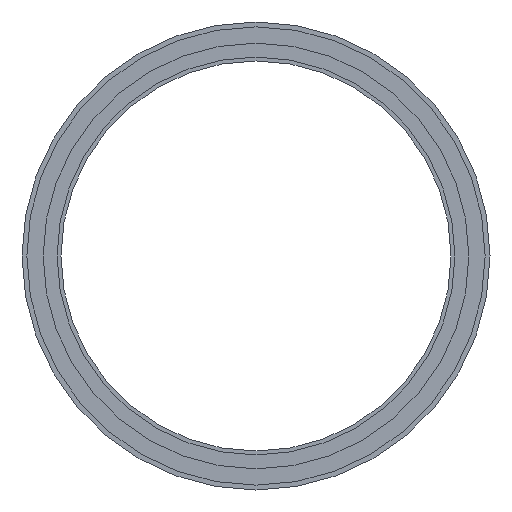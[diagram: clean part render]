
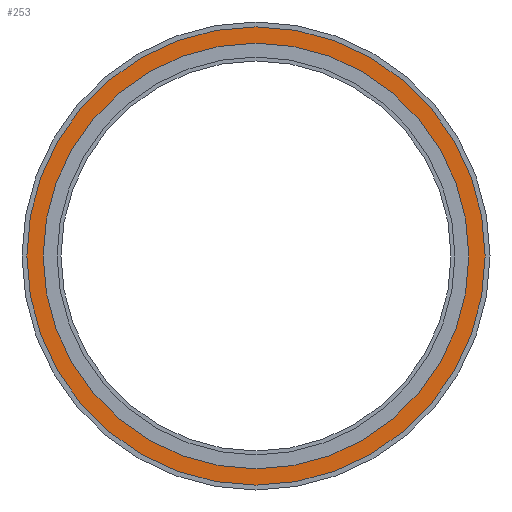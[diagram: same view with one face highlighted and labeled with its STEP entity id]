
A CAD part, left-side view. The second image highlights one B-rep face of the part: STEP entity #253.
In plain terms, the highlighted planar face has unit normal (-1, 0, 0).
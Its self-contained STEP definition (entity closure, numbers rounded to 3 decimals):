
#18=FACE_BOUND('',#50,.T.);
#24=PLANE('',#299);
#33=FACE_OUTER_BOUND('',#49,.T.);
#49=EDGE_LOOP('',(#195,#196));
#50=EDGE_LOOP('',(#197,#198));
#86=CIRCLE('',#297,109.15);
#87=CIRCLE('',#298,109.15);
#88=CIRCLE('',#300,117.5);
#89=CIRCLE('',#301,117.5);
#115=VERTEX_POINT('',#448);
#116=VERTEX_POINT('',#449);
#117=VERTEX_POINT('',#454);
#118=VERTEX_POINT('',#455);
#145=EDGE_CURVE('',#115,#116,#86,.T.);
#146=EDGE_CURVE('',#116,#115,#87,.T.);
#148=EDGE_CURVE('',#117,#118,#88,.T.);
#149=EDGE_CURVE('',#118,#117,#89,.T.);
#195=ORIENTED_EDGE('',*,*,#148,.F.);
#196=ORIENTED_EDGE('',*,*,#149,.F.);
#197=ORIENTED_EDGE('',*,*,#145,.T.);
#198=ORIENTED_EDGE('',*,*,#146,.T.);
#253=ADVANCED_FACE('',(#33,#18),#24,.T.);
#297=AXIS2_PLACEMENT_3D('',#450,#359,#360);
#298=AXIS2_PLACEMENT_3D('',#451,#361,#362);
#299=AXIS2_PLACEMENT_3D('',#453,#364,#365);
#300=AXIS2_PLACEMENT_3D('',#456,#366,#367);
#301=AXIS2_PLACEMENT_3D('',#457,#368,#369);
#359=DIRECTION('center_axis',(1.,0.,0.));
#360=DIRECTION('ref_axis',(0.,0.,-1.));
#361=DIRECTION('center_axis',(1.,0.,0.));
#362=DIRECTION('ref_axis',(0.,0.,-1.));
#364=DIRECTION('center_axis',(-1.,0.,0.));
#365=DIRECTION('ref_axis',(0.,0.,1.));
#366=DIRECTION('center_axis',(1.,0.,0.));
#367=DIRECTION('ref_axis',(0.,0.,-1.));
#368=DIRECTION('center_axis',(1.,0.,0.));
#369=DIRECTION('ref_axis',(0.,0.,-1.));
#448=CARTESIAN_POINT('',(-10.25,0.,109.15));
#449=CARTESIAN_POINT('',(-10.25,0.,-109.15));
#450=CARTESIAN_POINT('Origin',(-10.25,0.,0.));
#451=CARTESIAN_POINT('Origin',(-10.25,0.,0.));
#453=CARTESIAN_POINT('Origin',(-10.25,0.,117.5));
#454=CARTESIAN_POINT('',(-10.25,0.,117.5));
#455=CARTESIAN_POINT('',(-10.25,0.,-117.5));
#456=CARTESIAN_POINT('Origin',(-10.25,0.,0.));
#457=CARTESIAN_POINT('Origin',(-10.25,0.,0.));
